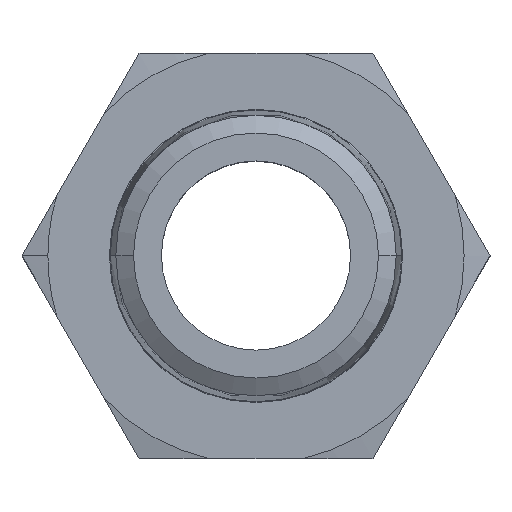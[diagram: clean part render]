
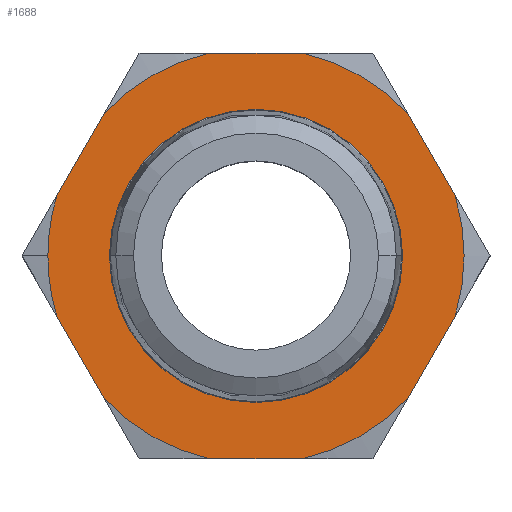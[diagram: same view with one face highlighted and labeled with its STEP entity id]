
A CAD part, top view. The second image highlights one B-rep face of the part: STEP entity #1688.
In plain terms, the highlighted planar face has unit normal (0, 0, 1).
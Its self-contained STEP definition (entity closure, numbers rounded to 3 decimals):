
#153 = VERTEX_POINT ( 'NONE', #701 ) ;
#157 = VERTEX_POINT ( 'NONE', #758 ) ;
#170 = VERTEX_POINT ( 'NONE', #716 ) ;
#217 = EDGE_CURVE ( 'NONE', #153, #170, #774, .T. ) ;
#221 = EDGE_CURVE ( 'NONE', #157, #222, #858, .T. ) ;
#222 = VERTEX_POINT ( 'NONE', #853 ) ;
#253 = VERTEX_POINT ( 'NONE', #904 ) ;
#287 = EDGE_CURVE ( 'NONE', #253, #308, #980, .T. ) ;
#308 = VERTEX_POINT ( 'NONE', #1048 ) ;
#701 = CARTESIAN_POINT ( 'NONE',  ( -15.405, 0., 4.571 ) ) ;
#716 = CARTESIAN_POINT ( 'NONE',  ( -14.746, -4.459, 4.571 ) ) ;
#758 = CARTESIAN_POINT ( 'NONE',  ( 10.847, 0., 4.571 ) ) ;
#770 = DIRECTION ( 'NONE',  ( 1., 0., 0. ) ) ;
#771 = DIRECTION ( 'NONE',  ( 0., 0., 1. ) ) ;
#772 = CARTESIAN_POINT ( 'NONE',  ( 0., 0., 4.571 ) ) ;
#773 = AXIS2_PLACEMENT_3D ( 'NONE', #772, #771, #770 ) ;
#774 = CIRCLE ( 'NONE', #773, 15.405 ) ;
#853 = CARTESIAN_POINT ( 'NONE',  ( -10.847, 0., 4.571 ) ) ;
#854 = DIRECTION ( 'NONE',  ( 1., 0., 0. ) ) ;
#855 = DIRECTION ( 'NONE',  ( 0., 0., 1. ) ) ;
#856 = CARTESIAN_POINT ( 'NONE',  ( 0., 0., 4.571 ) ) ;
#857 = AXIS2_PLACEMENT_3D ( 'NONE', #856, #855, #854 ) ;
#858 = CIRCLE ( 'NONE', #857, 10.847 ) ;
#904 = CARTESIAN_POINT ( 'NONE',  ( 14.746, -4.459, 4.571 ) ) ;
#977 = DIRECTION ( 'NONE',  ( -0.5, -0.866, 0. ) ) ;
#978 = VECTOR ( 'NONE', #977, 1000. ) ;
#979 = CARTESIAN_POINT ( 'NONE',  ( 20.49, 5.49, 4.571 ) ) ;
#980 = LINE ( 'NONE', #979, #978 ) ;
#1048 = CARTESIAN_POINT ( 'NONE',  ( 11.235, -10.541, 4.571 ) ) ;
#1126 = DIRECTION ( 'NONE',  ( 0.5, 0.866, 0. ) ) ;
#1127 = VECTOR ( 'NONE', #1126, 1000. ) ;
#1128 = CARTESIAN_POINT ( 'NONE',  ( -5.49, 20.49, 4.571 ) ) ;
#1129 = LINE ( 'NONE', #1128, #1127 ) ;
#1165 = VECTOR ( 'NONE', #1201, 1000. ) ;
#1166 = CARTESIAN_POINT ( 'NONE',  ( -20.49, 5.49, 4.571 ) ) ;
#1167 = VECTOR ( 'NONE', #1173, 1000. ) ;
#1170 = CARTESIAN_POINT ( 'NONE',  ( -3.511, -15., 4.571 ) ) ;
#1173 = DIRECTION ( 'NONE',  ( -1., 0., 0. ) ) ;
#1177 = CARTESIAN_POINT ( 'NONE',  ( -11.235, -10.541, 4.571 ) ) ;
#1178 = LINE ( 'NONE', #1166, #1165 ) ;
#1181 = CARTESIAN_POINT ( 'NONE',  ( 3.511, -15., 4.571 ) ) ;
#1192 = LINE ( 'NONE', #1205, #1167 ) ;
#1194 = CARTESIAN_POINT ( 'NONE',  ( 14.746, 4.459, 4.571 ) ) ;
#1201 = DIRECTION ( 'NONE',  ( -0.5, 0.866, 0. ) ) ;
#1204 = CARTESIAN_POINT ( 'NONE',  ( -14.746, 4.459, 4.571 ) ) ;
#1205 = CARTESIAN_POINT ( 'NONE',  ( 0., -15., 4.571 ) ) ;
#1207 = CARTESIAN_POINT ( 'NONE',  ( 11.235, 10.541, 4.571 ) ) ;
#1230 = CARTESIAN_POINT ( 'NONE',  ( 0., 0., 4.571 ) ) ;
#1244 = CIRCLE ( 'NONE', #1256, 15.405 ) ;
#1254 = DIRECTION ( 'NONE',  ( 1., 0., 0. ) ) ;
#1255 = DIRECTION ( 'NONE',  ( 0., 0., 1. ) ) ;
#1256 = AXIS2_PLACEMENT_3D ( 'NONE', #1230, #1255, #1254 ) ;
#1257 = CIRCLE ( 'NONE', #1270, 15.405 ) ;
#1267 = DIRECTION ( 'NONE',  ( 1., 0., 0. ) ) ;
#1268 = DIRECTION ( 'NONE',  ( 0., 0., 1. ) ) ;
#1269 = CARTESIAN_POINT ( 'NONE',  ( 0., 0., 4.571 ) ) ;
#1270 = AXIS2_PLACEMENT_3D ( 'NONE', #1269, #1268, #1267 ) ;
#1273 = AXIS2_PLACEMENT_3D ( 'NONE', #1307, #1336, #1330 ) ;
#1288 = CARTESIAN_POINT ( 'NONE',  ( 0., 0., 4.571 ) ) ;
#1289 = AXIS2_PLACEMENT_3D ( 'NONE', #1288, #1335, #1334 ) ;
#1290 = CIRCLE ( 'NONE', #1289, 15.405 ) ;
#1306 = CIRCLE ( 'NONE', #1273, 15.405 ) ;
#1307 = CARTESIAN_POINT ( 'NONE',  ( 0., 0., 4.571 ) ) ;
#1308 = CIRCLE ( 'NONE', #1342, 15.405 ) ;
#1330 = DIRECTION ( 'NONE',  ( 1., 0., 0. ) ) ;
#1334 = DIRECTION ( 'NONE',  ( 1., 0., 0. ) ) ;
#1335 = DIRECTION ( 'NONE',  ( 0., 0., 1. ) ) ;
#1336 = DIRECTION ( 'NONE',  ( 0., 0., 1. ) ) ;
#1339 = DIRECTION ( 'NONE',  ( 1., 0., 0. ) ) ;
#1340 = DIRECTION ( 'NONE',  ( 0., 0., 1. ) ) ;
#1341 = CARTESIAN_POINT ( 'NONE',  ( 0., 0., 4.571 ) ) ;
#1342 = AXIS2_PLACEMENT_3D ( 'NONE', #1341, #1340, #1339 ) ;
#1357 = CARTESIAN_POINT ( 'NONE',  ( -3.511, 15., 4.571 ) ) ;
#1359 = CARTESIAN_POINT ( 'NONE',  ( 0., 0., 4.571 ) ) ;
#1360 = DIRECTION ( 'NONE',  ( -1., 0., 0. ) ) ;
#1361 = DIRECTION ( 'NONE',  ( 0., 0., -1. ) ) ;
#1362 = LINE ( 'NONE', #1401, #1400 ) ;
#1363 = CARTESIAN_POINT ( 'NONE',  ( 0., 17.321, 4.571 ) ) ;
#1364 = AXIS2_PLACEMENT_3D ( 'NONE', #1363, #1361, #1360 ) ;
#1379 = FACE_BOUND ( 'NONE', #1689, .T. ) ;
#1383 = CARTESIAN_POINT ( 'NONE',  ( 5.49, 20.49, 4.571 ) ) ;
#1384 = LINE ( 'NONE', #1383, #1438 ) ;
#1386 = DIRECTION ( 'NONE',  ( 1., 0., 0. ) ) ;
#1398 = CARTESIAN_POINT ( 'NONE',  ( 3.511, 15., 4.571 ) ) ;
#1399 = DIRECTION ( 'NONE',  ( 1., 0., 0. ) ) ;
#1400 = VECTOR ( 'NONE', #1399, 1000. ) ;
#1401 = CARTESIAN_POINT ( 'NONE',  ( 0., 15., 4.571 ) ) ;
#1402 = PLANE ( 'NONE',  #1364 ) ;
#1413 = AXIS2_PLACEMENT_3D ( 'NONE', #1359, #1452, #1451 ) ;
#1428 = DIRECTION ( 'NONE',  ( 0., 0., 1. ) ) ;
#1429 = CARTESIAN_POINT ( 'NONE',  ( 0., 0., 4.571 ) ) ;
#1430 = AXIS2_PLACEMENT_3D ( 'NONE', #1429, #1428, #1386 ) ;
#1431 = CIRCLE ( 'NONE', #1430, 15.405 ) ;
#1432 = CARTESIAN_POINT ( 'NONE',  ( -11.235, 10.541, 4.571 ) ) ;
#1437 = DIRECTION ( 'NONE',  ( 0.5, -0.866, 0. ) ) ;
#1438 = VECTOR ( 'NONE', #1437, 1000. ) ;
#1445 = FACE_OUTER_BOUND ( 'NONE', #1715, .T. ) ;
#1447 = CIRCLE ( 'NONE', #1413, 10.847 ) ;
#1451 = DIRECTION ( 'NONE',  ( 1., 0., 0. ) ) ;
#1452 = DIRECTION ( 'NONE',  ( 0., 0., 1. ) ) ;
#1535 = EDGE_CURVE ( 'NONE', #1572, #1718, #1129, .T. ) ;
#1546 = EDGE_CURVE ( 'NONE', #1585, #1547, #1192, .T. ) ;
#1547 = VERTEX_POINT ( 'NONE', #1170 ) ;
#1553 = VERTEX_POINT ( 'NONE', #1177 ) ;
#1555 = EDGE_CURVE ( 'NONE', #1553, #170, #1178, .T. ) ;
#1569 = VERTEX_POINT ( 'NONE', #1207 ) ;
#1570 = VERTEX_POINT ( 'NONE', #1194 ) ;
#1572 = VERTEX_POINT ( 'NONE', #1204 ) ;
#1585 = VERTEX_POINT ( 'NONE', #1181 ) ;
#1596 = ORIENTED_EDGE ( 'NONE', *, *, #1597, .T. ) ;
#1597 = EDGE_CURVE ( 'NONE', #1585, #308, #1244, .T. ) ;
#1600 = ORIENTED_EDGE ( 'NONE', *, *, #1535, .F. ) ;
#1601 = ORIENTED_EDGE ( 'NONE', *, *, #287, .F. ) ;
#1602 = EDGE_CURVE ( 'NONE', #1572, #153, #1257, .T. ) ;
#1603 = ORIENTED_EDGE ( 'NONE', *, *, #1602, .T. ) ;
#1621 = ORIENTED_EDGE ( 'NONE', *, *, #1622, .T. ) ;
#1622 = EDGE_CURVE ( 'NONE', #1569, #1691, #1306, .T. ) ;
#1634 = EDGE_CURVE ( 'NONE', #253, #1570, #1290, .T. ) ;
#1635 = ORIENTED_EDGE ( 'NONE', *, *, #1723, .F. ) ;
#1636 = ORIENTED_EDGE ( 'NONE', *, *, #1690, .F. ) ;
#1643 = ORIENTED_EDGE ( 'NONE', *, *, #217, .T. ) ;
#1647 = ORIENTED_EDGE ( 'NONE', *, *, #1634, .T. ) ;
#1651 = ORIENTED_EDGE ( 'NONE', *, *, #1555, .F. ) ;
#1652 = ORIENTED_EDGE ( 'NONE', *, *, #1653, .T. ) ;
#1653 = EDGE_CURVE ( 'NONE', #1553, #1547, #1308, .T. ) ;
#1661 = ORIENTED_EDGE ( 'NONE', *, *, #1546, .F. ) ;
#1673 = VERTEX_POINT ( 'NONE', #1357 ) ;
#1683 = EDGE_CURVE ( 'NONE', #222, #157, #1447, .T. ) ;
#1688 = ADVANCED_FACE ( 'NONE', ( #1379, #1445 ), #1402, .F. ) ;
#1689 = EDGE_LOOP ( 'NONE', ( #1713, #1714 ) ) ;
#1690 = EDGE_CURVE ( 'NONE', #1673, #1691, #1362, .T. ) ;
#1691 = VERTEX_POINT ( 'NONE', #1398 ) ;
#1713 = ORIENTED_EDGE ( 'NONE', *, *, #1683, .F. ) ;
#1714 = ORIENTED_EDGE ( 'NONE', *, *, #221, .F. ) ;
#1715 = EDGE_LOOP ( 'NONE', ( #1716, #1600, #1603, #1643, #1651, #1652, #1661, #1596, #1601, #1647, #1635, #1621, #1636 ) ) ;
#1716 = ORIENTED_EDGE ( 'NONE', *, *, #1717, .T. ) ;
#1717 = EDGE_CURVE ( 'NONE', #1673, #1718, #1431, .T. ) ;
#1718 = VERTEX_POINT ( 'NONE', #1432 ) ;
#1723 = EDGE_CURVE ( 'NONE', #1569, #1570, #1384, .T. ) ;
